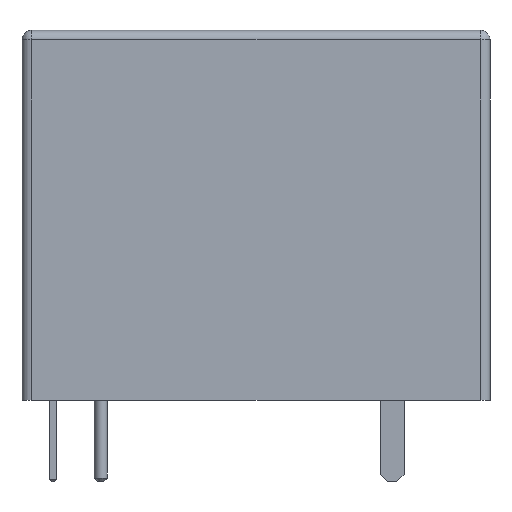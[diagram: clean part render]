
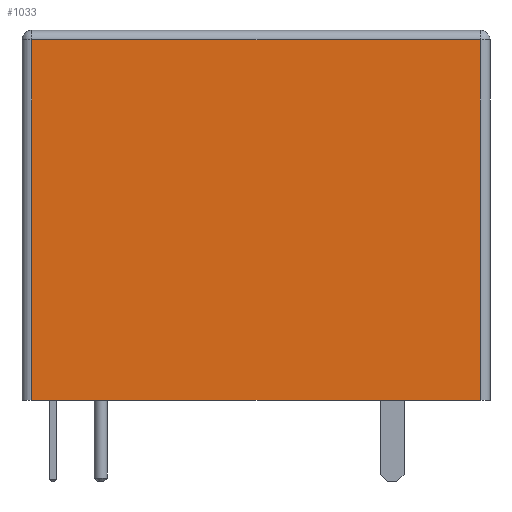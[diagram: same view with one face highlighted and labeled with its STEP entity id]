
A CAD part, front view. The second image highlights one B-rep face of the part: STEP entity #1033.
In plain terms, the highlighted planar face has unit normal (0, -1, 0).
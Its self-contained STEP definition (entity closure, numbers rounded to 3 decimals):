
#699 = EDGE_CURVE('',#700,#702,#704,.T.);
#700 = VERTEX_POINT('',#701);
#701 = CARTESIAN_POINT('',(17.9,-7.7,0.));
#702 = VERTEX_POINT('',#703);
#703 = CARTESIAN_POINT('',(-0.9,-7.7,0.));
#704 = LINE('',#705,#706);
#705 = CARTESIAN_POINT('',(18.3,-7.7,0.));
#706 = VECTOR('',#707,1.);
#707 = DIRECTION('',(-1.,0.,0.));
#1033 = ADVANCED_FACE('',(#1034),#1059,.T.);
#1034 = FACE_BOUND('',#1035,.T.);
#1035 = EDGE_LOOP('',(#1036,#1037,#1045,#1053));
#1036 = ORIENTED_EDGE('',*,*,#699,.F.);
#1037 = ORIENTED_EDGE('',*,*,#1038,.T.);
#1038 = EDGE_CURVE('',#700,#1039,#1041,.T.);
#1039 = VERTEX_POINT('',#1040);
#1040 = CARTESIAN_POINT('',(17.9,-7.7,15.1));
#1041 = LINE('',#1042,#1043);
#1042 = CARTESIAN_POINT('',(17.9,-7.7,0.));
#1043 = VECTOR('',#1044,1.);
#1044 = DIRECTION('',(0.,0.,1.));
#1045 = ORIENTED_EDGE('',*,*,#1046,.T.);
#1046 = EDGE_CURVE('',#1039,#1047,#1049,.T.);
#1047 = VERTEX_POINT('',#1048);
#1048 = CARTESIAN_POINT('',(-0.9,-7.7,15.1));
#1049 = LINE('',#1050,#1051);
#1050 = CARTESIAN_POINT('',(18.3,-7.7,15.1));
#1051 = VECTOR('',#1052,1.);
#1052 = DIRECTION('',(-1.,0.,0.));
#1053 = ORIENTED_EDGE('',*,*,#1054,.F.);
#1054 = EDGE_CURVE('',#702,#1047,#1055,.T.);
#1055 = LINE('',#1056,#1057);
#1056 = CARTESIAN_POINT('',(-0.9,-7.7,0.));
#1057 = VECTOR('',#1058,1.);
#1058 = DIRECTION('',(0.,0.,1.));
#1059 = PLANE('',#1060);
#1060 = AXIS2_PLACEMENT_3D('',#1061,#1062,#1063);
#1061 = CARTESIAN_POINT('',(18.3,-7.7,0.));
#1062 = DIRECTION('',(0.,-1.,0.));
#1063 = DIRECTION('',(-1.,0.,0.));
